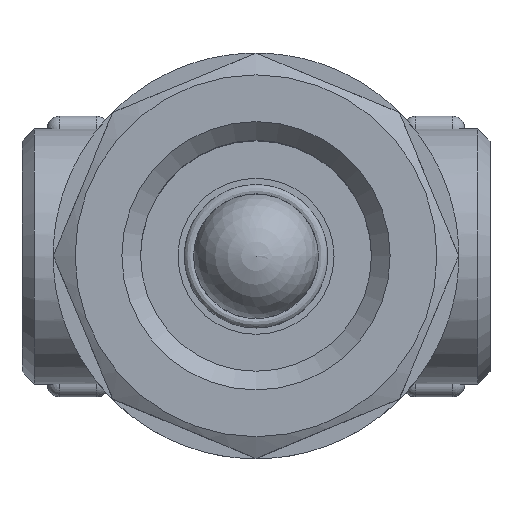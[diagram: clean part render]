
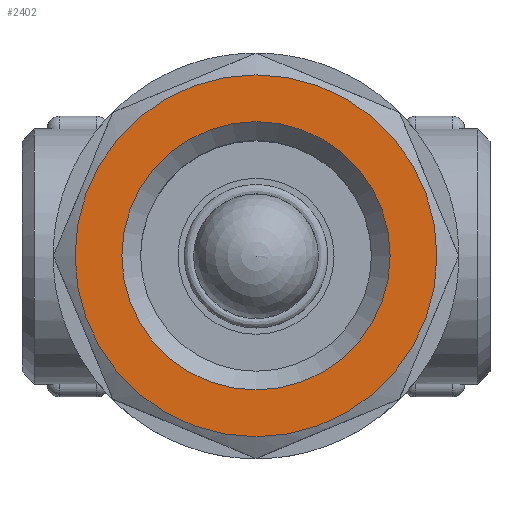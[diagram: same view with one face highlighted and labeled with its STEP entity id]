
A CAD part, top view. The second image highlights one B-rep face of the part: STEP entity #2402.
In plain terms, the highlighted planar face has unit normal (0, 0, 1).
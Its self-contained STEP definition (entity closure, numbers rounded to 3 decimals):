
#1928=CARTESIAN_POINT('',(21.5,0.0,67.0));
#1929=VERTEX_POINT('',#1928);
#1930=CARTESIAN_POINT('',(0.,0.0,67.0));
#1931=DIRECTION('',(0.0,0.0,-1.0));
#1932=DIRECTION('',(1.0,0.0,0.0));
#1933=AXIS2_PLACEMENT_3D('',#1930,#1931,#1932);
#1934=CIRCLE('',#1933,21.5);
#1935=EDGE_CURVE('',#1929,#1929,#1934,.T.);
#2187=CARTESIAN_POINT('',(29.,0.0,67.0));
#2188=VERTEX_POINT('',#2187);
#2189=CARTESIAN_POINT('',(0.,0.0,67.0));
#2190=DIRECTION('',(0.0,0.0,1.0));
#2191=DIRECTION('',(1.0,0.0,0.0));
#2192=AXIS2_PLACEMENT_3D('',#2189,#2190,#2191);
#2193=CIRCLE('',#2192,29.0);
#2194=EDGE_CURVE('',#2188,#2188,#2193,.T.);
#2391=CARTESIAN_POINT('',(0.,0.,67.0));
#2392=DIRECTION('',(0.0,0.0,1.0));
#2393=DIRECTION('',(1.0,0.0,0.0));
#2394=AXIS2_PLACEMENT_3D('',#2391,#2392,#2393);
#2395=PLANE('',#2394);
#2396=ORIENTED_EDGE('',*,*,#2194,.T.);
#2397=EDGE_LOOP('',(#2396));
#2398=FACE_OUTER_BOUND('',#2397,.T.);
#2399=ORIENTED_EDGE('',*,*,#1935,.T.);
#2400=EDGE_LOOP('',(#2399));
#2401=FACE_BOUND('',#2400,.T.);
#2402=ADVANCED_FACE('',(#2398,#2401),#2395,.T.);
